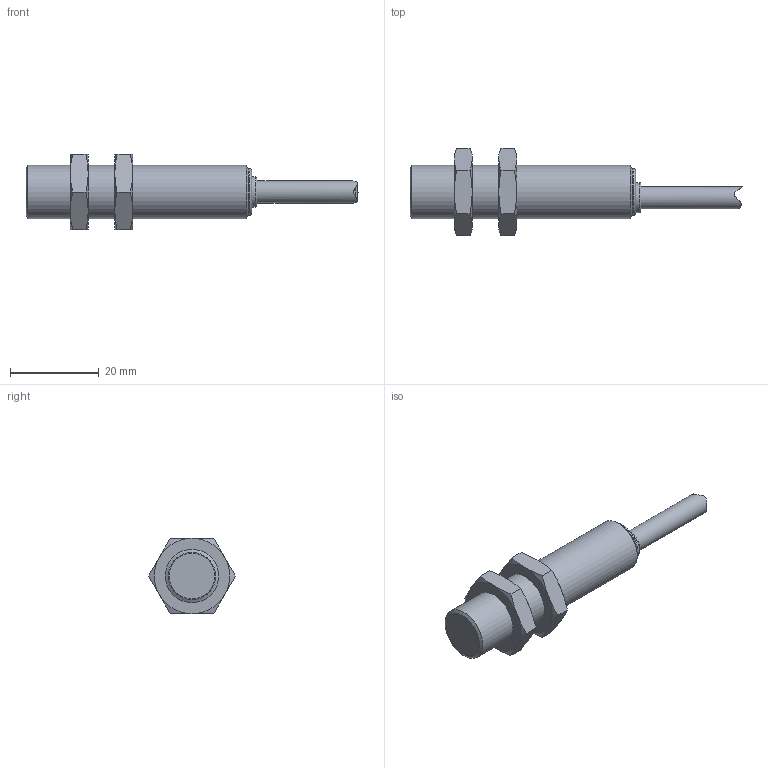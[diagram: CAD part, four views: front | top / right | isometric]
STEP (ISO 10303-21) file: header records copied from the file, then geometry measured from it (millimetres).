
FILE_DESCRIPTION( ( 'STEP AP203' ), '1' );
FILE_NAME( 'DW-AD-509-M12-390.stp', '2019-07-25T13:31:32', ( '' ), ( '' ), ' ', 'PARTsolutions', ' ' );
FILE_SCHEMA( ( 'CONFIG_CONTROL_DESIGN' ) );
Length unit declared in the file: millimetre
Products named in the file (1): _DW-AD-509-M12-390
Bounding box: 74.76 x 19.63 x 17 mm (x, y, z)
Volume: 7266.9 mm3; surface area: 3170.6 mm2
Topology: 1 solids, 1 shells, 63 faces, 130 edges, 78 vertices
Faces by surface type: cone 26, plane 22, cylinder 13, torus 2
Full cylindrical faces by diameter (mm): 5 x1, 6.8 x1, 10.3 x1, 10.5 x1, 10.531 x1, 12 x3
Entity records: 1806 total; most frequent: CARTESIAN_POINT 576, DIRECTION 230, ORIENTED_EDGE 230, EDGE_CURVE 115, AXIS2_PLACEMENT_3D 107, EDGE_LOOP 84, VERTEX_POINT 75, FACE_OUTER_BOUND 73
